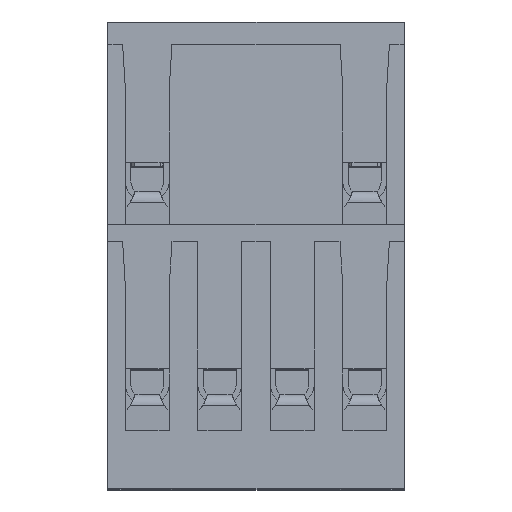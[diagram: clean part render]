
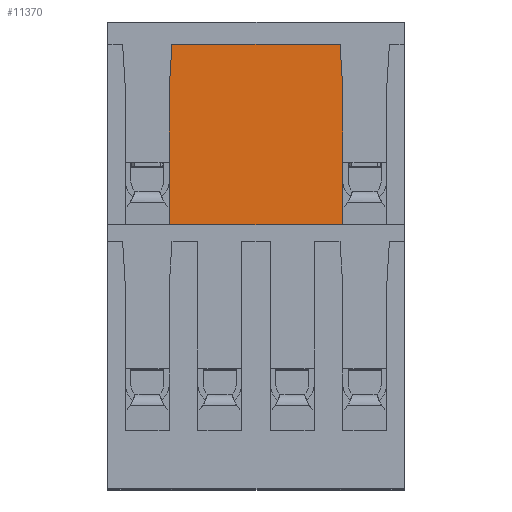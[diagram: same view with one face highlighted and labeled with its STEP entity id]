
A CAD part, top view. The second image highlights one B-rep face of the part: STEP entity #11370.
In plain terms, the highlighted planar face has unit normal (0, 0.027, 1).
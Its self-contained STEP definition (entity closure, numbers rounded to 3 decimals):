
#328 = VECTOR ( 'NONE', #3309, 1000. ) ;
#336 = DIRECTION ( 'NONE',  ( 0.062, 0.998, -0.027 ) ) ;
#552 = CARTESIAN_POINT ( 'NONE',  ( 7.65, 40.494, 27.304 ) ) ;
#1324 = DIRECTION ( 'NONE',  ( -1., 0., 0. ) ) ;
#1968 = LINE ( 'NONE', #13813, #14537 ) ;
#3309 = DIRECTION ( 'NONE',  ( -1., 0., 0. ) ) ;
#5454 = LINE ( 'NONE', #8027, #18074 ) ;
#5845 = VERTEX_POINT ( 'NONE', #16349 ) ;
#6066 = LINE ( 'NONE', #32287, #18689 ) ;
#6388 = CARTESIAN_POINT ( 'NONE',  ( -7.9, 24., 27.75 ) ) ;
#8027 = CARTESIAN_POINT ( 'NONE',  ( 7.65, 40.494, 27.304 ) ) ;
#8749 = VERTEX_POINT ( 'NONE', #12281 ) ;
#10278 = CARTESIAN_POINT ( 'NONE',  ( -7.9, 36.495, 27.412 ) ) ;
#10374 = EDGE_CURVE ( 'NONE', #11109, #21157, #1968, .T. ) ;
#10464 = ORIENTED_EDGE ( 'NONE', *, *, #20516, .T. ) ;
#11109 = VERTEX_POINT ( 'NONE', #17995 ) ;
#11206 = LINE ( 'NONE', #12861, #31392 ) ;
#11370 = ADVANCED_FACE ( 'NONE', ( #19606 ), #26661, .F. ) ;
#12281 = CARTESIAN_POINT ( 'NONE',  ( -7.65, 40.494, 27.304 ) ) ;
#12861 = CARTESIAN_POINT ( 'NONE',  ( -7.9, 24., 27.75 ) ) ;
#13813 = CARTESIAN_POINT ( 'NONE',  ( 0., 24., 27.75 ) ) ;
#13993 = DIRECTION ( 'NONE',  ( 0., 1., -0.027 ) ) ;
#14537 = VECTOR ( 'NONE', #1324, 1000. ) ;
#14991 = ORIENTED_EDGE ( 'NONE', *, *, #15655, .F. ) ;
#15655 = EDGE_CURVE ( 'NONE', #29630, #17650, #5454, .T. ) ;
#16140 = LINE ( 'NONE', #10278, #28841 ) ;
#16182 = CARTESIAN_POINT ( 'NONE',  ( 7.9, 36.495, 27.412 ) ) ;
#16349 = CARTESIAN_POINT ( 'NONE',  ( -7.9, 36.495, 27.412 ) ) ;
#17650 = VERTEX_POINT ( 'NONE', #16182 ) ;
#17995 = CARTESIAN_POINT ( 'NONE',  ( 7.9, 24., 27.75 ) ) ;
#18074 = VECTOR ( 'NONE', #28280, 1000. ) ;
#18265 = AXIS2_PLACEMENT_3D ( 'NONE', #6388, #29195, #13993 ) ;
#18392 = EDGE_LOOP ( 'NONE', ( #31662, #14991, #32705, #30656, #10464, #18545 ) ) ;
#18545 = ORIENTED_EDGE ( 'NONE', *, *, #10374, .F. ) ;
#18689 = VECTOR ( 'NONE', #19655, 1000. ) ;
#19267 = EDGE_CURVE ( 'NONE', #29630, #8749, #26379, .T. ) ;
#19606 = FACE_OUTER_BOUND ( 'NONE', #18392, .T. ) ;
#19655 = DIRECTION ( 'NONE',  ( 0., 1., -0.027 ) ) ;
#20330 = CARTESIAN_POINT ( 'NONE',  ( -7.9, 24., 27.75 ) ) ;
#20516 = EDGE_CURVE ( 'NONE', #5845, #21157, #11206, .T. ) ;
#21157 = VERTEX_POINT ( 'NONE', #20330 ) ;
#22889 = EDGE_CURVE ( 'NONE', #5845, #8749, #16140, .T. ) ;
#24412 = EDGE_CURVE ( 'NONE', #11109, #17650, #6066, .T. ) ;
#26192 = CARTESIAN_POINT ( 'NONE',  ( 0., 40.494, 27.304 ) ) ;
#26379 = LINE ( 'NONE', #26192, #328 ) ;
#26661 = PLANE ( 'NONE',  #18265 ) ;
#28280 = DIRECTION ( 'NONE',  ( 0.062, -0.998, 0.027 ) ) ;
#28841 = VECTOR ( 'NONE', #336, 1000. ) ;
#29195 = DIRECTION ( 'NONE',  ( 0., -0.027, -1. ) ) ;
#29630 = VERTEX_POINT ( 'NONE', #552 ) ;
#30595 = DIRECTION ( 'NONE',  ( 0., -1., 0.027 ) ) ;
#30656 = ORIENTED_EDGE ( 'NONE', *, *, #22889, .F. ) ;
#31392 = VECTOR ( 'NONE', #30595, 1000. ) ;
#31662 = ORIENTED_EDGE ( 'NONE', *, *, #24412, .T. ) ;
#32287 = CARTESIAN_POINT ( 'NONE',  ( 7.9, 24., 27.75 ) ) ;
#32705 = ORIENTED_EDGE ( 'NONE', *, *, #19267, .T. ) ;
